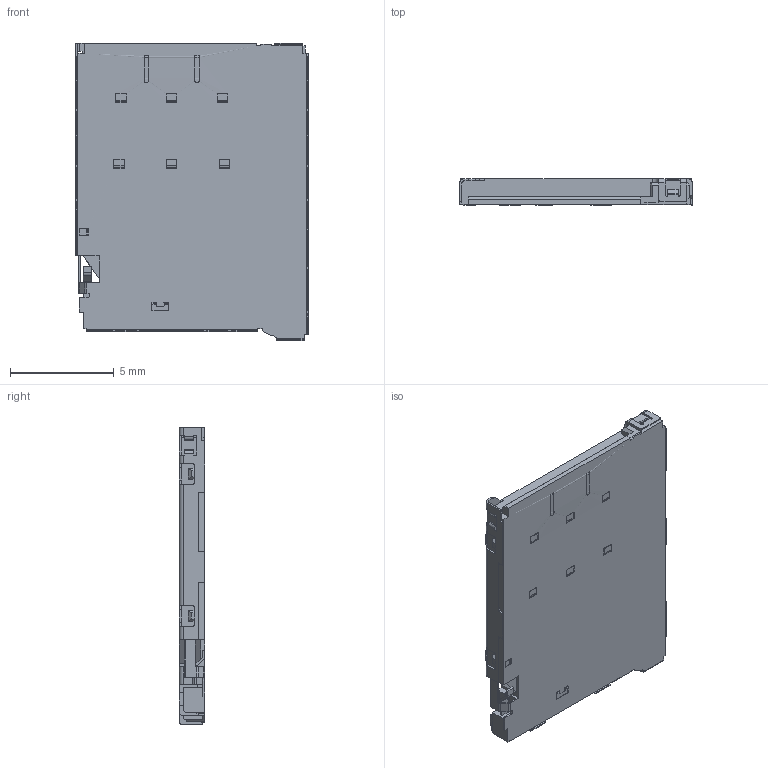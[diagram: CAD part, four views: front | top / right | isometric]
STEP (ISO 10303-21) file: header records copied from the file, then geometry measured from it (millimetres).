
FILE_DESCRIPTION (( 'STEP AP214' ), '1' );
FILE_NAME ('10E3B4D4-585B-4C8B-8947-BF5616A15A3E.STEP', '2023-10-30T10:30:31', ( '' ), ( '' ), 'SwSTEP 2.0', 'SolidWorks 2022', '' );
FILE_SCHEMA (( 'AUTOMOTIVE_DESIGN' ));
Length unit declared in the file: millimetre
Products named in the file (1): 10E3B4D4-585B-4C8B-8947-BF5616A15A3E
Bounding box: 11.22 x 1.25 x 14.35 mm (x, y, z)
Volume: 181.4 mm3; surface area: 389.6 mm2
Topology: 1 solids, 1 shells, 508 faces, 1456 edges, 965 vertices
Faces by surface type: plane 396, cylinder 108, cone 4
Entity records: 22863 total; most frequent: CARTESIAN_POINT 4888, ORIENTED_EDGE 2912, DIRECTION 2047, EDGE_CURVE 1456, VECTOR 1029, LINE 1029, VERTEX_POINT 965, EDGE_LOOP 529
